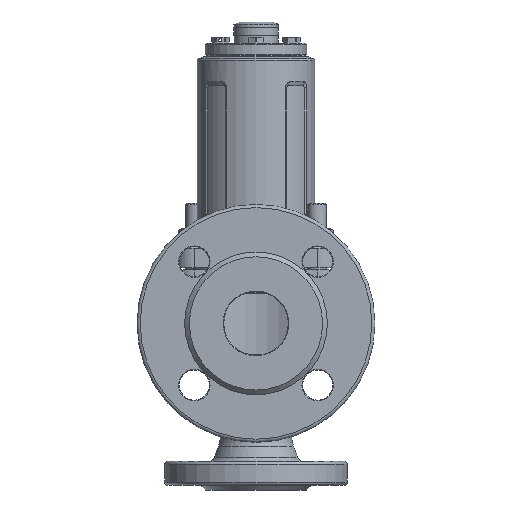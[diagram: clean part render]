
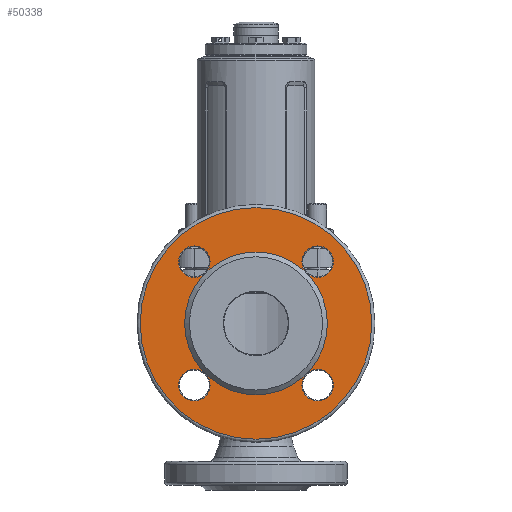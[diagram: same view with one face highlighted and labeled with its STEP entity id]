
A CAD part, left-side view. The second image highlights one B-rep face of the part: STEP entity #50338.
In plain terms, the highlighted planar face has unit normal (-1, 0, 0).
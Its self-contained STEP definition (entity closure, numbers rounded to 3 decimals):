
#50249=CARTESIAN_POINT('',(-97.,-0.,73.));
#50250=DIRECTION('',(-1.,0.,0.));
#50251=DIRECTION('',(0.,-1.,-0.));
#50252=AXIS2_PLACEMENT_3D('',#50249,#50250,#50251);
#50253=PLANE('',#50252);
#50254=CARTESIAN_POINT('',(-97.,-38.891,48.848));
#50255=VERTEX_POINT('',#50254);
#50256=CARTESIAN_POINT('',(-97.,-38.891,38.891));
#50257=DIRECTION('',(1.,-0.,-0.));
#50258=DIRECTION('',(0.,0.,1.));
#50259=AXIS2_PLACEMENT_3D('',#50256,#50257,#50258);
#50260=CIRCLE('',#50259,9.957);
#50261=EDGE_CURVE('',#50255,#50255,#50260,.T.);
#50262=ORIENTED_EDGE('',*,*,#50261,.T.);
#50263=EDGE_LOOP('',(#50262));
#50264=FACE_BOUND('',#50263,.T.);
#50265=CARTESIAN_POINT('',(-97.,38.891,48.848));
#50266=VERTEX_POINT('',#50265);
#50267=CARTESIAN_POINT('',(-97.,38.891,38.891));
#50268=DIRECTION('',(1.,-0.,-0.));
#50269=DIRECTION('',(0.,0.,1.));
#50270=AXIS2_PLACEMENT_3D('',#50267,#50268,#50269);
#50271=CIRCLE('',#50270,9.957);
#50272=EDGE_CURVE('',#50266,#50266,#50271,.T.);
#50273=ORIENTED_EDGE('',*,*,#50272,.T.);
#50274=EDGE_LOOP('',(#50273));
#50275=FACE_BOUND('',#50274,.T.);
#50276=CARTESIAN_POINT('',(-97.,38.891,-28.934));
#50277=VERTEX_POINT('',#50276);
#50278=CARTESIAN_POINT('',(-97.,38.891,-38.891));
#50279=DIRECTION('',(1.,-0.,-0.));
#50280=DIRECTION('',(0.,0.,1.));
#50281=AXIS2_PLACEMENT_3D('',#50278,#50279,#50280);
#50282=CIRCLE('',#50281,9.957);
#50283=EDGE_CURVE('',#50277,#50277,#50282,.T.);
#50284=ORIENTED_EDGE('',*,*,#50283,.T.);
#50285=EDGE_LOOP('',(#50284));
#50286=FACE_BOUND('',#50285,.T.);
#50287=CARTESIAN_POINT('',(-97.,-38.891,-28.934));
#50288=VERTEX_POINT('',#50287);
#50289=CARTESIAN_POINT('',(-97.,-38.891,-38.891));
#50290=DIRECTION('',(1.,-0.,-0.));
#50291=DIRECTION('',(0.,0.,1.));
#50292=AXIS2_PLACEMENT_3D('',#50289,#50290,#50291);
#50293=CIRCLE('',#50292,9.957);
#50294=EDGE_CURVE('',#50288,#50288,#50293,.T.);
#50295=ORIENTED_EDGE('',*,*,#50294,.T.);
#50296=EDGE_LOOP('',(#50295));
#50297=FACE_BOUND('',#50296,.T.);
#50298=CARTESIAN_POINT('',(-97.,45.,0.));
#50299=VERTEX_POINT('',#50298);
#50300=CARTESIAN_POINT('',(-97.,-45.,-0.));
#50301=VERTEX_POINT('',#50300);
#50302=CARTESIAN_POINT('',(-97.,0.,0.));
#50303=DIRECTION('',(1.,0.,-0.));
#50304=DIRECTION('',(0.,1.,0.));
#50305=AXIS2_PLACEMENT_3D('',#50302,#50303,#50304);
#50306=CIRCLE('',#50305,45.);
#50307=EDGE_CURVE('NONE',#50299,#50301,#50306,.T.);
#50308=ORIENTED_EDGE('',*,*,#50307,.T.);
#50309=CARTESIAN_POINT('',(-97.,0.,0.));
#50310=DIRECTION('',(1.,0.,-0.));
#50311=DIRECTION('',(0.,1.,0.));
#50312=AXIS2_PLACEMENT_3D('',#50309,#50310,#50311);
#50313=CIRCLE('',#50312,45.);
#50314=EDGE_CURVE('NONE',#50301,#50299,#50313,.T.);
#50315=ORIENTED_EDGE('',*,*,#50314,.T.);
#50316=EDGE_LOOP('',(#50308,#50315));
#50317=FACE_BOUND('',#50316,.T.);
#50318=CARTESIAN_POINT('',(-97.,73.,0.));
#50319=VERTEX_POINT('',#50318);
#50320=CARTESIAN_POINT('',(-97.,-73.,-0.));
#50321=VERTEX_POINT('',#50320);
#50322=CARTESIAN_POINT('',(-97.,0.,0.));
#50323=DIRECTION('',(1.,0.,-0.));
#50324=DIRECTION('',(0.,1.,0.));
#50325=AXIS2_PLACEMENT_3D('',#50322,#50323,#50324);
#50326=CIRCLE('',#50325,73.);
#50327=EDGE_CURVE('NONE',#50319,#50321,#50326,.T.);
#50328=ORIENTED_EDGE('',*,*,#50327,.F.);
#50329=CARTESIAN_POINT('',(-97.,0.,0.));
#50330=DIRECTION('',(1.,0.,-0.));
#50331=DIRECTION('',(0.,1.,0.));
#50332=AXIS2_PLACEMENT_3D('',#50329,#50330,#50331);
#50333=CIRCLE('',#50332,73.);
#50334=EDGE_CURVE('NONE',#50321,#50319,#50333,.T.);
#50335=ORIENTED_EDGE('',*,*,#50334,.F.);
#50336=EDGE_LOOP('',(#50328,#50335));
#50337=FACE_BOUND('',#50336,.T.);
#50338=ADVANCED_FACE('NONE',(#50264,#50275,#50286,#50297,#50317,#50337),#50253,.T.);
